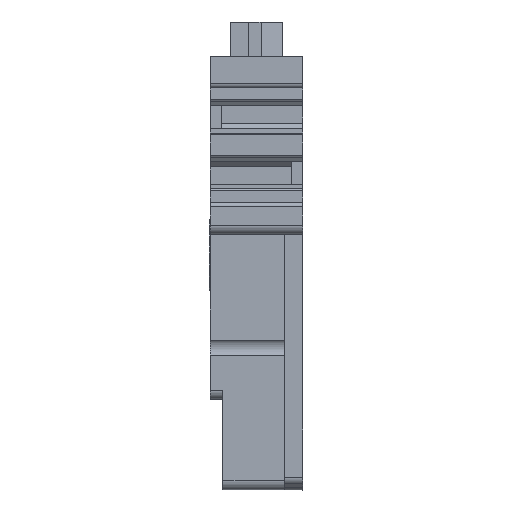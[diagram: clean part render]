
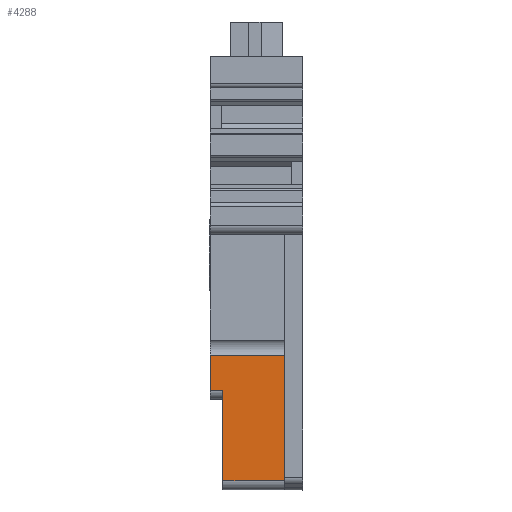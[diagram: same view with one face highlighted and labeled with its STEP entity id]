
A CAD part, front view. The second image highlights one B-rep face of the part: STEP entity #4288.
In plain terms, the highlighted planar face has unit normal (0, -1, 0).
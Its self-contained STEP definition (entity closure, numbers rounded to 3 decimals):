
#4252=AXIS2_PLACEMENT_3D('Plane Axis2P3D',#4249,#4250,#4251) ;
#547=CARTESIAN_POINT('Vertex',(0.05,3.7,5.495)) ;
#550=CARTESIAN_POINT('Line Origine',(0.05,3.7,6.461)) ;
#554=CARTESIAN_POINT('Vertex',(0.05,3.7,7.428)) ;
#4229=CARTESIAN_POINT('Line Origine',(0.75,3.7,5.495)) ;
#4233=CARTESIAN_POINT('Vertex',(0.75,3.7,5.495)) ;
#4249=CARTESIAN_POINT('Axis2P3D Location',(4.15,3.7,7.428)) ;
#4254=CARTESIAN_POINT('Line Origine',(0.75,3.7,2.997)) ;
#4258=CARTESIAN_POINT('Vertex',(0.75,3.7,0.5)) ;
#4261=CARTESIAN_POINT('Line Origine',(2.45,3.7,0.5)) ;
#4265=CARTESIAN_POINT('Vertex',(4.15,3.7,0.5)) ;
#4268=CARTESIAN_POINT('Line Origine',(4.15,3.7,3.964)) ;
#4272=CARTESIAN_POINT('Vertex',(4.15,3.7,7.428)) ;
#4275=CARTESIAN_POINT('Line Origine',(2.1,3.7,7.428)) ;
#551=DIRECTION('Vector Direction',(0.,0.,-1.)) ;
#4230=DIRECTION('Vector Direction',(1.,0.,0.)) ;
#4250=DIRECTION('Axis2P3D Direction',(0.,1.,0.)) ;
#4251=DIRECTION('Axis2P3D XDirection',(0.,0.,-1.)) ;
#4255=DIRECTION('Vector Direction',(0.,0.,1.)) ;
#4262=DIRECTION('Vector Direction',(-1.,0.,0.)) ;
#4269=DIRECTION('Vector Direction',(0.,0.,-1.)) ;
#4276=DIRECTION('Vector Direction',(-1.,0.,0.)) ;
#552=VECTOR('Line Direction',#551,1.) ;
#4231=VECTOR('Line Direction',#4230,1.) ;
#4256=VECTOR('Line Direction',#4255,1.) ;
#4263=VECTOR('Line Direction',#4262,1.) ;
#4270=VECTOR('Line Direction',#4269,1.) ;
#4277=VECTOR('Line Direction',#4276,1.) ;
#4281=ORIENTED_EDGE('',*,*,#4235,.F.) ;
#4282=ORIENTED_EDGE('',*,*,#4260,.F.) ;
#4283=ORIENTED_EDGE('',*,*,#4267,.F.) ;
#4284=ORIENTED_EDGE('',*,*,#4274,.F.) ;
#4285=ORIENTED_EDGE('',*,*,#4279,.T.) ;
#4286=ORIENTED_EDGE('',*,*,#556,.T.) ;
#4288=ADVANCED_FACE('_STGH O.ZA/O.R/SW ZRV2.5 1898430000',(#4287),#4253,.F.) ;
#556=EDGE_CURVE('',#555,#548,#553,.T.) ;
#4235=EDGE_CURVE('',#4234,#548,#4232,.F.) ;
#4260=EDGE_CURVE('',#4259,#4234,#4257,.T.) ;
#4267=EDGE_CURVE('',#4266,#4259,#4264,.T.) ;
#4274=EDGE_CURVE('',#4273,#4266,#4271,.T.) ;
#4279=EDGE_CURVE('',#4273,#555,#4278,.T.) ;
#4280=EDGE_LOOP('',(#4281,#4282,#4283,#4284,#4285,#4286)) ;
#4287=FACE_OUTER_BOUND('',#4280,.T.) ;
#553=LINE('Line',#550,#552) ;
#4232=LINE('Line',#4229,#4231) ;
#4257=LINE('Line',#4254,#4256) ;
#4264=LINE('Line',#4261,#4263) ;
#4271=LINE('Line',#4268,#4270) ;
#4278=LINE('Line',#4275,#4277) ;
#4253=PLANE('',#4252) ;
#548=VERTEX_POINT('',#547) ;
#555=VERTEX_POINT('',#554) ;
#4234=VERTEX_POINT('',#4233) ;
#4259=VERTEX_POINT('',#4258) ;
#4266=VERTEX_POINT('',#4265) ;
#4273=VERTEX_POINT('',#4272) ;
